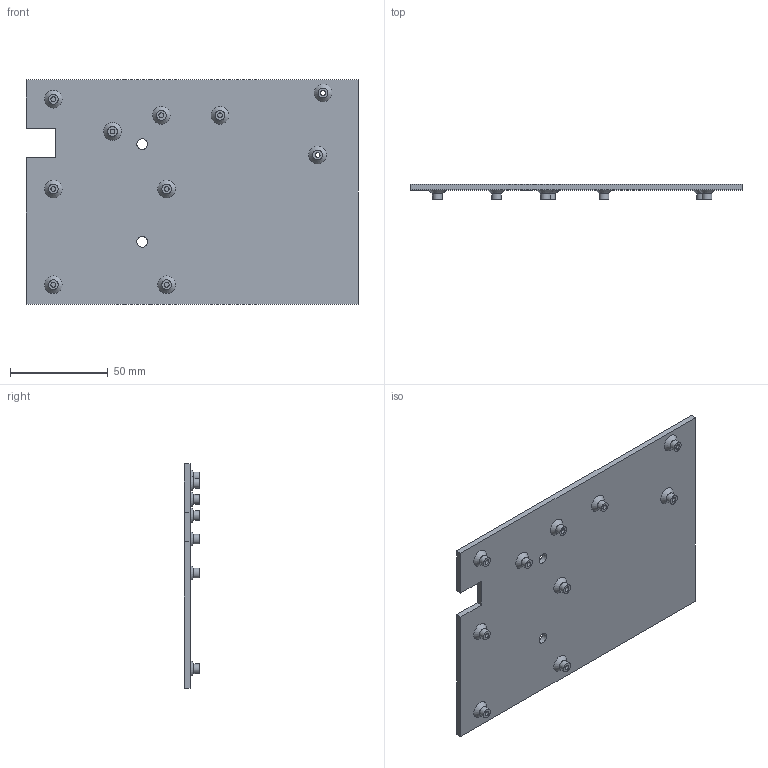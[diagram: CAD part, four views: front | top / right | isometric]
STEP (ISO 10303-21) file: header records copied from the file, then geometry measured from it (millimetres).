
FILE_DESCRIPTION(/* description */ ('STEP AP242','CAx-IF Rec.Pracs.---Representation and Presentation of Product Manufacturing Information (PMI)---4.0---2014-10-13','CAx-IF Rec.Pracs.---3D Tessellated Geometry---0.4---2014-09-14','2;1'),/* implementation_level */ '2;1');
FILE_NAME(/* name */ '63682ca321873964c6ea4464',/* time_stamp */ '2022-11-06T21:52:35+00:00',/* author */ (''),/* organization */ (''),/* preprocessor_version */ 'ST-DEVELOPER v18.102',/* originating_system */ ' ',/* authorisation */ ' ');
FILE_SCHEMA (('AP242_MANAGED_MODEL_BASED_3D_ENGINEERING_MIM_LF { 1 0 10303 442 1 1 4 }'));
Length unit declared in the file: metre
Products named in the file (1): Baseplate 1
Bounding box: 170 x 8 x 115 mm (x, y, z)
Volume: 58937.2 mm3; surface area: 41532.2 mm2
Topology: 1 solids, 1 shells, 60 faces, 110 edges, 70 vertices
Faces by surface type: plane 28, cylinder 22, cone 10
Full cylindrical faces by diameter (mm): 2.5 x10, 5 x10, 5.5 x2
Entity records: 1366 total; most frequent: DIRECTION 254, CARTESIAN_POINT 209, ORIENTED_EDGE 156, EDGE_LOOP 118, FACE_BOUND 118, AXIS2_PLACEMENT_3D 115, EDGE_CURVE 78, VERTEX_POINT 70
